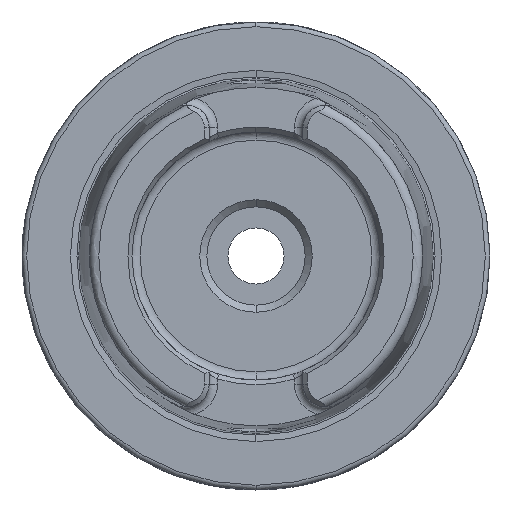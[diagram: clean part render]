
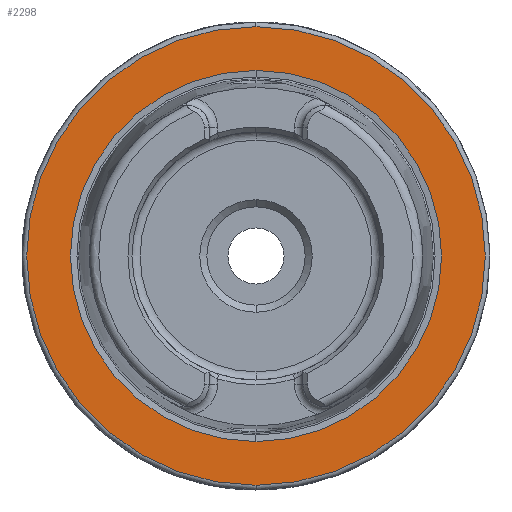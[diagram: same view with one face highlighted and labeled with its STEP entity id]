
A CAD part, left-side view. The second image highlights one B-rep face of the part: STEP entity #2298.
In plain terms, the highlighted planar face has unit normal (-1, 0, 0).
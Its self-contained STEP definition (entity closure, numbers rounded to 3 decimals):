
#779 = VERTEX_POINT ( 'NONE', #4769 ) ;
#780 = VERTEX_POINT ( 'NONE', #4768 ) ;
#799 = EDGE_CURVE ( 'NONE', #800, #803, #4838, .T. ) ;
#800 = VERTEX_POINT ( 'NONE', #4839 ) ;
#803 = VERTEX_POINT ( 'NONE', #4803 ) ;
#977 = EDGE_CURVE ( 'NONE', #779, #780, #5405, .T. ) ;
#2298 = ADVANCED_FACE ( 'NONE', ( #6794, #6818 ), #6787, .T. ) ;
#2299 = EDGE_LOOP ( 'NONE', ( #2301, #2303 ) ) ;
#2300 = EDGE_CURVE ( 'NONE', #780, #779, #6791, .T. ) ;
#2301 = ORIENTED_EDGE ( 'NONE', *, *, #799, .T. ) ;
#2303 = ORIENTED_EDGE ( 'NONE', *, *, #2304, .T. ) ;
#2304 = EDGE_CURVE ( 'NONE', #803, #800, #6743, .T. ) ;
#2522 = EDGE_LOOP ( 'NONE', ( #2590, #2591 ) ) ;
#2590 = ORIENTED_EDGE ( 'NONE', *, *, #977, .F. ) ;
#2591 = ORIENTED_EDGE ( 'NONE', *, *, #2300, .F. ) ;
#3999 = DIRECTION ( 'NONE',  ( 0., 0., -1. ) ) ;
#4000 = DIRECTION ( 'NONE',  ( 1., 0., 0. ) ) ;
#4768 = CARTESIAN_POINT ( 'NONE',  ( 0., 0., 49. ) ) ;
#4769 = CARTESIAN_POINT ( 'NONE',  ( 0., 0., -49. ) ) ;
#4803 = CARTESIAN_POINT ( 'NONE',  ( 0., 0., -39.647 ) ) ;
#4824 = DIRECTION ( 'NONE',  ( 0., 0., -1. ) ) ;
#4825 = DIRECTION ( 'NONE',  ( 1., 0., 0. ) ) ;
#4826 = CARTESIAN_POINT ( 'NONE',  ( 0., 0., 0. ) ) ;
#4838 = CIRCLE ( 'NONE', #4842, 39.647 ) ;
#4839 = CARTESIAN_POINT ( 'NONE',  ( 0., 0., 39.647 ) ) ;
#4842 = AXIS2_PLACEMENT_3D ( 'NONE', #4826, #4825, #4824 ) ;
#5403 = CARTESIAN_POINT ( 'NONE',  ( 0., 0., 0. ) ) ;
#5404 = AXIS2_PLACEMENT_3D ( 'NONE', #5403, #4000, #3999 ) ;
#5405 = CIRCLE ( 'NONE', #5404, 49. ) ;
#6742 = AXIS2_PLACEMENT_3D ( 'NONE', #6753, #6817, #6788 ) ;
#6743 = CIRCLE ( 'NONE', #6793, 39.647 ) ;
#6752 = CARTESIAN_POINT ( 'NONE',  ( 0., 0., 0. ) ) ;
#6753 = CARTESIAN_POINT ( 'NONE',  ( 0., 39.647, 0. ) ) ;
#6754 = DIRECTION ( 'NONE',  ( 0., 0., -1. ) ) ;
#6755 = AXIS2_PLACEMENT_3D ( 'NONE', #6798, #6786, #6792 ) ;
#6786 = DIRECTION ( 'NONE',  ( 1., 0., 0. ) ) ;
#6787 = PLANE ( 'NONE',  #6742 ) ;
#6788 = DIRECTION ( 'NONE',  ( 0., 0., 1. ) ) ;
#6791 = CIRCLE ( 'NONE', #6755, 49. ) ;
#6792 = DIRECTION ( 'NONE',  ( 0., 0., -1. ) ) ;
#6793 = AXIS2_PLACEMENT_3D ( 'NONE', #6752, #6806, #6754 ) ;
#6794 = FACE_BOUND ( 'NONE', #2299, .T. ) ;
#6798 = CARTESIAN_POINT ( 'NONE',  ( 0., 0., 0. ) ) ;
#6806 = DIRECTION ( 'NONE',  ( 1., 0., 0. ) ) ;
#6817 = DIRECTION ( 'NONE',  ( -1., 0., 0. ) ) ;
#6818 = FACE_OUTER_BOUND ( 'NONE', #2522, .T. ) ;
